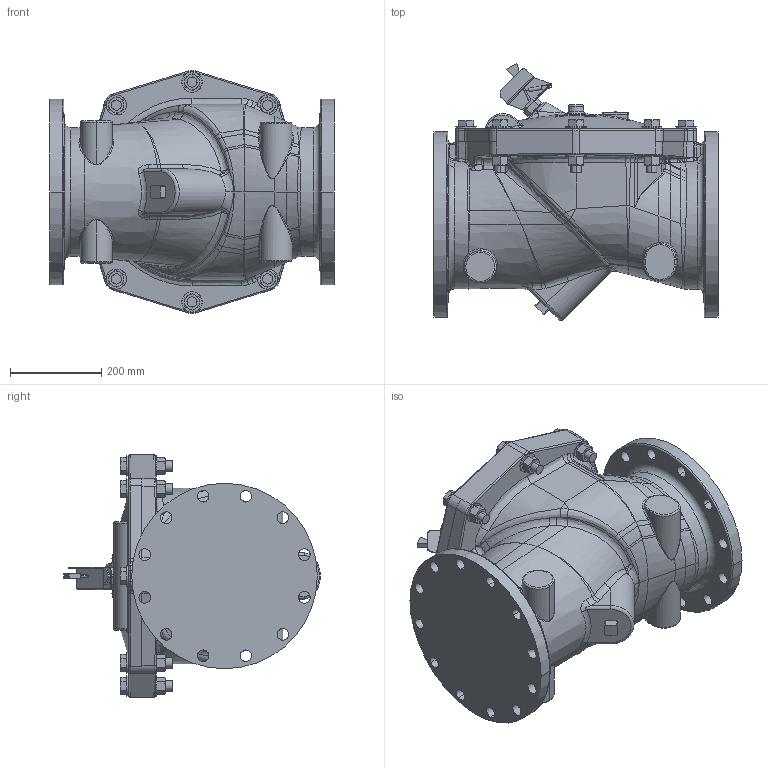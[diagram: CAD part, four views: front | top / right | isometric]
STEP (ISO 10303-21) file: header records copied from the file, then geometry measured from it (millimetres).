
FILE_DESCRIPTION((''),'2;1');
FILE_NAME('510AMI_SW0001','2023-11-01T09:00:11',('jlesh'),(''),'CREO PARAMETRIC BY PTC INC, 2023072','CREO PARAMETRIC BY PTC INC, 2023072','');
FILE_SCHEMA(('AUTOMOTIVE_DESIGN { 1 0 10303 214 1 1 1 1 }'));
Length unit declared in the file: inch
Products named in the file (1): 510AMI_SW0001
Bounding box: 622.3 x 562.05 x 532.59 mm (x, y, z)
Volume: 66898026.3 mm3; surface area: 1465216.8 mm2
Topology: 1 solids, 1 shells, 1119 faces, 2663 edges, 1586 vertices
Faces by surface type: bspline 383, plane 261, cylinder 231, cone 128, torus 99, sphere 15, extrusion 2
Entity records: 81538 total; most frequent: CARTESIAN_POINT 51943, ORIENTED_EDGE 5314, DIRECTION 3953, EDGE_CURVE 2657, AXIS2_PLACEMENT_3D 1667, VERTEX_POINT 1586, COLOUR_RGB 1333, EDGE_LOOP 1221
